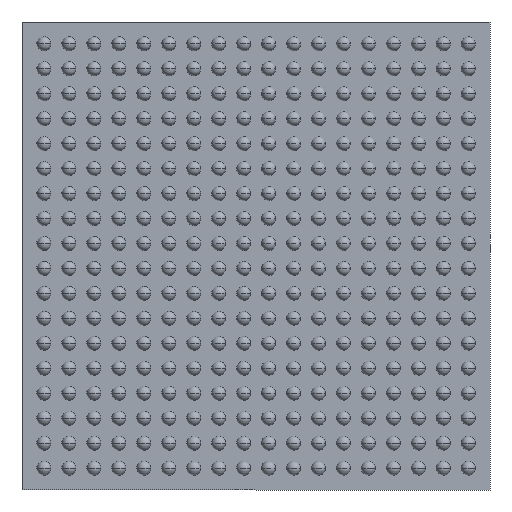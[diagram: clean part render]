
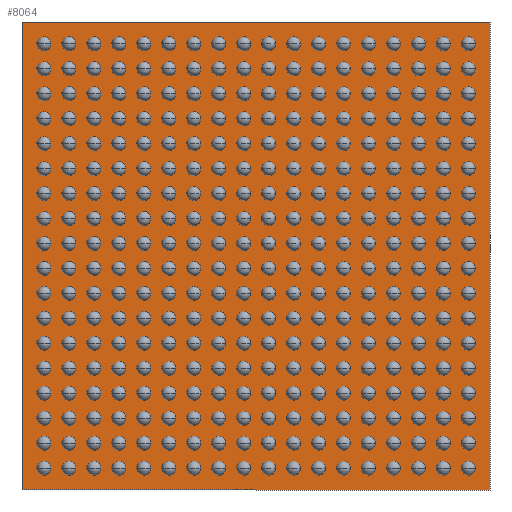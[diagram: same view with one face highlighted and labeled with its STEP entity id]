
A CAD part, front view. The second image highlights one B-rep face of the part: STEP entity #8064.
In plain terms, the highlighted planar face has unit normal (0, -1, 0).
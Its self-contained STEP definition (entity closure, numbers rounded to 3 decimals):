
#547 = ORIENTED_EDGE ( 'NONE', *, *, #14800, .T. ) ;
#749 = AXIS2_PLACEMENT_3D ( 'NONE', #25472, #5518, #15737 ) ;
#1055 = EDGE_CURVE ( 'NONE', #18873, #2197, #17445, .T. ) ;
#2145 = ORIENTED_EDGE ( 'NONE', *, *, #1055, .T. ) ;
#2197 = VERTEX_POINT ( 'NONE', #13522 ) ;
#5388 = EDGE_LOOP ( 'NONE', ( #547, #13881, #2145, #19775 ) ) ;
#5405 = DIRECTION ( 'NONE',  ( 0., 0., 1. ) ) ;
#5518 = DIRECTION ( 'NONE',  ( 0., 1., 0. ) ) ;
#5764 = CARTESIAN_POINT ( 'NONE',  ( 7.5, 0.3, -7.5 ) ) ;
#7406 = DIRECTION ( 'NONE',  ( -1., 0., 0. ) ) ;
#8064 = ADVANCED_FACE ( 'NONE', ( #8068 ), #18496, .F. ) ;
#8068 = FACE_OUTER_BOUND ( 'NONE', #5388, .T. ) ;
#8145 = LINE ( 'NONE', #9493, #9715 ) ;
#8828 = LINE ( 'NONE', #18565, #10699 ) ;
#9424 = CARTESIAN_POINT ( 'NONE',  ( 7.5, 0.3, 7.5 ) ) ;
#9493 = CARTESIAN_POINT ( 'NONE',  ( 7.5, 0.3, 7.5 ) ) ;
#9715 = VECTOR ( 'NONE', #7406, 1000. ) ;
#10699 = VECTOR ( 'NONE', #16387, 1000. ) ;
#11555 = VECTOR ( 'NONE', #5405, 1000. ) ;
#12247 = VERTEX_POINT ( 'NONE', #15712 ) ;
#13522 = CARTESIAN_POINT ( 'NONE',  ( 7.5, 0.3, 7.5 ) ) ;
#13881 = ORIENTED_EDGE ( 'NONE', *, *, #21896, .T. ) ;
#14800 = EDGE_CURVE ( 'NONE', #24607, #12247, #16106, .T. ) ;
#15712 = CARTESIAN_POINT ( 'NONE',  ( -7.5, 0.3, -7.5 ) ) ;
#15737 = DIRECTION ( 'NONE',  ( 0., 0., 1. ) ) ;
#15779 = CARTESIAN_POINT ( 'NONE',  ( -7.5, 0.3, 7.5 ) ) ;
#16106 = LINE ( 'NONE', #15779, #25072 ) ;
#16387 = DIRECTION ( 'NONE',  ( 1., 0., 0. ) ) ;
#16828 = CARTESIAN_POINT ( 'NONE',  ( -7.5, 0.3, 7.5 ) ) ;
#17445 = LINE ( 'NONE', #9424, #11555 ) ;
#17832 = EDGE_CURVE ( 'NONE', #2197, #24607, #8145, .T. ) ;
#18496 = PLANE ( 'NONE',  #749 ) ;
#18565 = CARTESIAN_POINT ( 'NONE',  ( 7.5, 0.3, -7.5 ) ) ;
#18873 = VERTEX_POINT ( 'NONE', #5764 ) ;
#19775 = ORIENTED_EDGE ( 'NONE', *, *, #17832, .T. ) ;
#21896 = EDGE_CURVE ( 'NONE', #12247, #18873, #8828, .T. ) ;
#23709 = DIRECTION ( 'NONE',  ( 0., 0., -1. ) ) ;
#24607 = VERTEX_POINT ( 'NONE', #16828 ) ;
#25072 = VECTOR ( 'NONE', #23709, 1000. ) ;
#25472 = CARTESIAN_POINT ( 'NONE',  ( 0., 0.3, 0. ) ) ;
